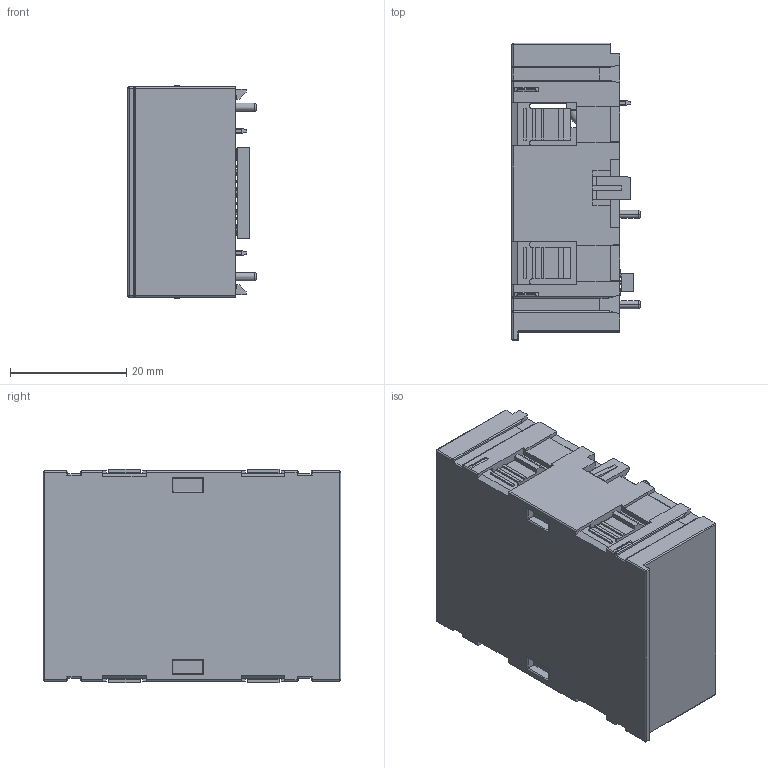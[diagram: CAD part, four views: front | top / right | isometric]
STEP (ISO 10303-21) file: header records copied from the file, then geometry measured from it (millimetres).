
FILE_DESCRIPTION((''),'2;1');
FILE_NAME('HCQXB-2RS232-BD','2025-10-20T18:00:53',('HZC0000200'),(''),'CREO PARAMETRIC BY PTC INC, 2021063','CREO PARAMETRIC BY PTC INC, 2021063','');
FILE_SCHEMA(('CONFIG_CONTROL_DESIGN'));
Products named in the file (1): HCQXB-2RS232-BD
Bounding box: 22 x 51.1 x 36.7 mm (x, y, z)
Volume: 25639.5 mm3; surface area: 13701 mm2
Topology: 1 solids, 2 shells, 2493 faces, 6941 edges, 4346 vertices
Faces by surface type: plane 1572, cylinder 627, bspline 140, torus 76, cone 60, sphere 18
Entity records: 91966 total; most frequent: CARTESIAN_POINT 29068, ORIENTED_EDGE 13786, DIRECTION 12240, EDGE_CURVE 6923, VECTOR 4828, LINE 4828, VERTEX_POINT 4346, AXIS2_PLACEMENT_3D 3706
